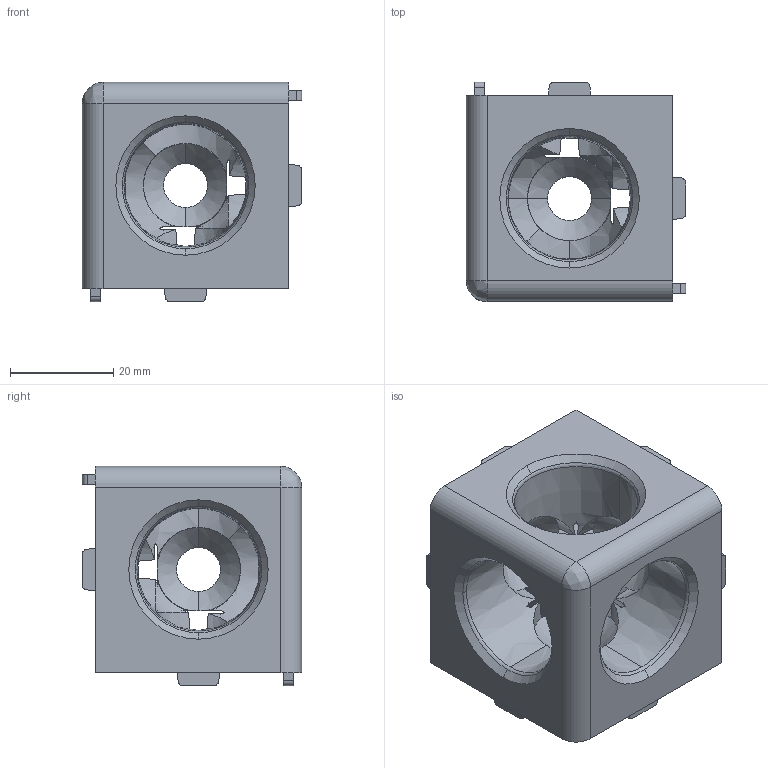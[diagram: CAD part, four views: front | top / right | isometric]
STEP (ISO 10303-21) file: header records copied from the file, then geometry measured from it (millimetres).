
FILE_DESCRIPTION (( 'STEP AP203' ), '1' );
FILE_NAME ('084.310.019.STEP', '2013-01-25T13:09:03', ( 'Alusic' ), ( 'Alusic' ), 'SwSTEP 2.0', 'SolidWorks 2011', '' );
FILE_SCHEMA (( 'CONFIG_CONTROL_DESIGN' ));
Length unit declared in the file: millimetre
Products named in the file (1): 084.310.019
Bounding box: 42.5 x 42.5 x 42.5 mm (x, y, z)
Volume: 34237 mm3; surface area: 12421.4 mm2
Topology: 1 solids, 1 shells, 115 faces, 337 edges, 219 vertices
Faces by surface type: plane 49, cylinder 33, cone 25, bspline 8
Entity records: 4318 total; most frequent: CARTESIAN_POINT 1221, ORIENTED_EDGE 672, DIRECTION 597, EDGE_CURVE 336, VERTEX_POINT 219, AXIS2_PLACEMENT_3D 211, LINE 175, VECTOR 175
